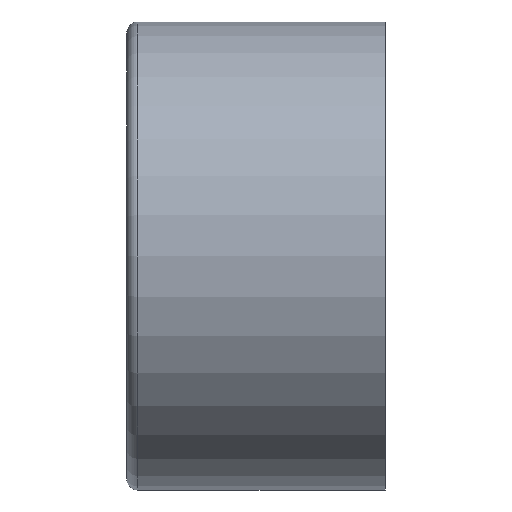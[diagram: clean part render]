
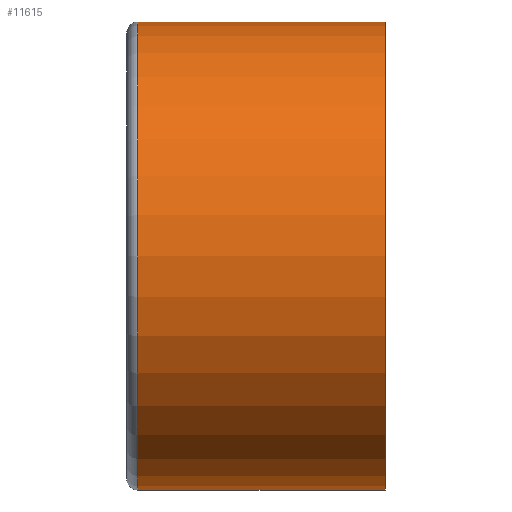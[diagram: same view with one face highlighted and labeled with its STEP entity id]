
A CAD part, front view. The second image highlights one B-rep face of the part: STEP entity #11615.
In plain terms, the highlighted cylindrical face has radius 42.5 mm (diameter 85 mm), a partial arc.
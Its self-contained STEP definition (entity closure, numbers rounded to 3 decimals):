
#675 = DIRECTION ( 'NONE',  ( 0., 0., 1. ) ) ;
#767 = VECTOR ( 'NONE', #11719, 1000. ) ;
#1957 = CARTESIAN_POINT ( 'NONE',  ( -45., 0., 0. ) ) ;
#2460 = DIRECTION ( 'NONE',  ( -1., 0., 0. ) ) ;
#2641 = CYLINDRICAL_SURFACE ( 'NONE', #4255, 42.5 ) ;
#3369 = CARTESIAN_POINT ( 'NONE',  ( -989.856, 0., 42.5 ) ) ;
#3805 = CARTESIAN_POINT ( 'NONE',  ( -989.856, 0., 0. ) ) ;
#4053 = VERTEX_POINT ( 'NONE', #4656 ) ;
#4255 = AXIS2_PLACEMENT_3D ( 'NONE', #3805, #2460, #7915 ) ;
#4656 = CARTESIAN_POINT ( 'NONE',  ( -45., 0., -42.5 ) ) ;
#4684 = CARTESIAN_POINT ( 'NONE',  ( -45., 0., 42.5 ) ) ;
#4717 = EDGE_LOOP ( 'NONE', ( #5930, #11690, #6629, #6055 ) ) ;
#4725 = DIRECTION ( 'NONE',  ( 1., 0., 0. ) ) ;
#4796 = CARTESIAN_POINT ( 'NONE',  ( 0., 0., 0. ) ) ;
#5149 = DIRECTION ( 'NONE',  ( -1., 0., 0. ) ) ;
#5739 = VECTOR ( 'NONE', #9074, 1000. ) ;
#5930 = ORIENTED_EDGE ( 'NONE', *, *, #7206, .F. ) ;
#6055 = ORIENTED_EDGE ( 'NONE', *, *, #12878, .T. ) ;
#6629 = ORIENTED_EDGE ( 'NONE', *, *, #17651, .T. ) ;
#7206 = EDGE_CURVE ( 'NONE', #10386, #4053, #9222, .T. ) ;
#7334 = VERTEX_POINT ( 'NONE', #7879 ) ;
#7785 = CARTESIAN_POINT ( 'NONE',  ( -989.856, 0., -42.5 ) ) ;
#7879 = CARTESIAN_POINT ( 'NONE',  ( 0., 0., 42.5 ) ) ;
#7915 = DIRECTION ( 'NONE',  ( 0., 0., 1. ) ) ;
#8089 = FACE_OUTER_BOUND ( 'NONE', #4717, .T. ) ;
#9074 = DIRECTION ( 'NONE',  ( -1., 0., 0. ) ) ;
#9222 = LINE ( 'NONE', #7785, #767 ) ;
#10386 = VERTEX_POINT ( 'NONE', #11385 ) ;
#10435 = VERTEX_POINT ( 'NONE', #4684 ) ;
#10784 = CIRCLE ( 'NONE', #17645, 42.5 ) ;
#11337 = DIRECTION ( 'NONE',  ( 0., 0., -1. ) ) ;
#11385 = CARTESIAN_POINT ( 'NONE',  ( 0., 0., -42.5 ) ) ;
#11443 = EDGE_CURVE ( 'NONE', #10386, #7334, #14226, .T. ) ;
#11615 = ADVANCED_FACE ( 'NONE', ( #8089 ), #2641, .T. ) ;
#11690 = ORIENTED_EDGE ( 'NONE', *, *, #11443, .T. ) ;
#11719 = DIRECTION ( 'NONE',  ( -1., 0., 0. ) ) ;
#12878 = EDGE_CURVE ( 'NONE', #10435, #4053, #10784, .T. ) ;
#13171 = LINE ( 'NONE', #3369, #5739 ) ;
#14226 = CIRCLE ( 'NONE', #17371, 42.5 ) ;
#17371 = AXIS2_PLACEMENT_3D ( 'NONE', #4796, #5149, #675 ) ;
#17645 = AXIS2_PLACEMENT_3D ( 'NONE', #1957, #4725, #11337 ) ;
#17651 = EDGE_CURVE ( 'NONE', #7334, #10435, #13171, .T. ) ;
